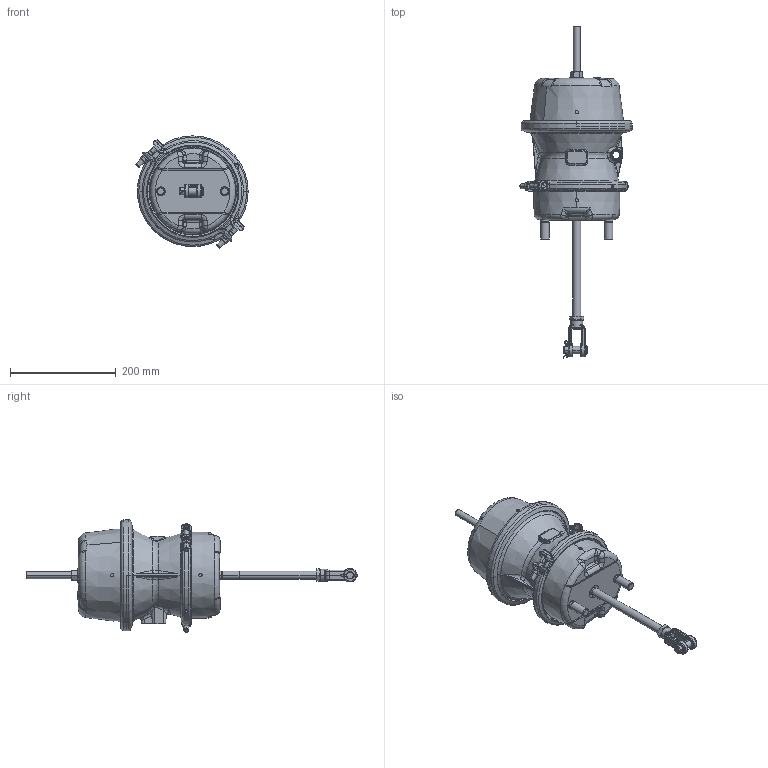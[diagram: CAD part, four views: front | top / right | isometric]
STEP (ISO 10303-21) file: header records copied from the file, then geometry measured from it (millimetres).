
FILE_DESCRIPTION((''),'2;1');
FILE_NAME('1362430000_SW','2018-10-01T',('gkotha'),('Haldex Brake Products'),'CREO PARAMETRIC BY PTC INC, 2015290','CREO PARAMETRIC BY PTC INC, 2015290','');
FILE_SCHEMA(('AUTOMOTIVE_DESIGN { 1 0 10303 214 1 1 1 1 }'));
Products named in the file (1): 1362430000_SW
Bounding box: 212.12 x 626.85 x 212.12 mm (x, y, z)
Volume: 5699724.2 mm3; surface area: 351098.8 mm2
Topology: 2 solids, 2 shells, 1292 faces, 2984 edges, 1724 vertices
Faces by surface type: bspline 468, plane 245, cylinder 237, cone 164, torus 154, sphere 24
Entity records: 90519 total; most frequent: CARTESIAN_POINT 56800, ORIENTED_EDGE 5968, DIRECTION 4501, EDGE_CURVE 2984, AXIS2_PLACEMENT_3D 1811, VERTEX_POINT 1724, EDGE_LOOP 1344, FACE_OUTER_BOUND 1292
